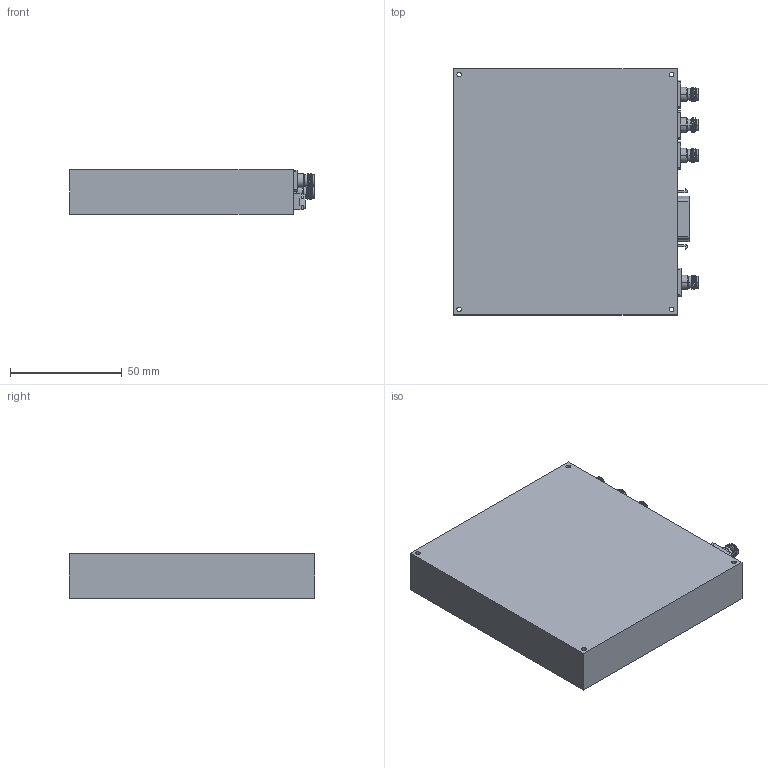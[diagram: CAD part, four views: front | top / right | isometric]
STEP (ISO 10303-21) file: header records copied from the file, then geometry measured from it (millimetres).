
FILE_DESCRIPTION (( 'STEP AP214' ), '1' );
FILE_NAME ('OT-BC-SM4, DF.STEP', '2025-10-20T19:39:23', ( '' ), ( '' ), 'SwSTEP 2.0', 'SolidWorks 2021', '' );
FILE_SCHEMA (( 'AUTOMOTIVE_DESIGN' ));
Length unit declared in the file: inch
Products named in the file (1): OT-BC-SM4, DF
Bounding box: 109.53 x 110 x 20 mm (x, y, z)
Volume: 221584.6 mm3; surface area: 33678.9 mm2
Topology: 5 solids, 5 shells, 342 faces, 878 edges, 572 vertices
Faces by surface type: plane 163, cylinder 131, cone 32, torus 8, bspline 8
Entity records: 19268 total; most frequent: CARTESIAN_POINT 7013, ORIENTED_EDGE 1756, DIRECTION 1362, EDGE_CURVE 878, VERTEX_POINT 572, AXIS2_PLACEMENT_3D 551, EDGE_LOOP 408, B_SPLINE_CURVE_WITH_KNOTS 358
